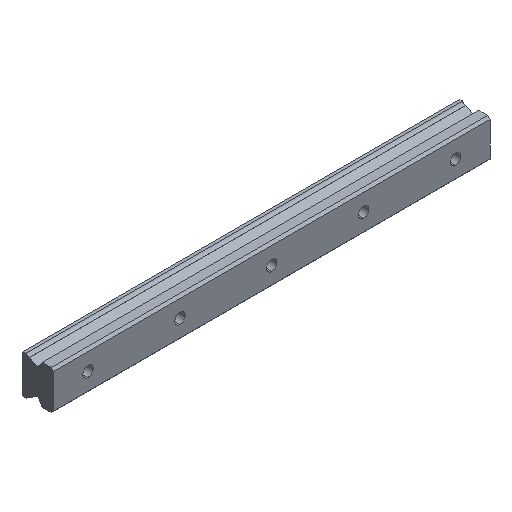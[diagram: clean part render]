
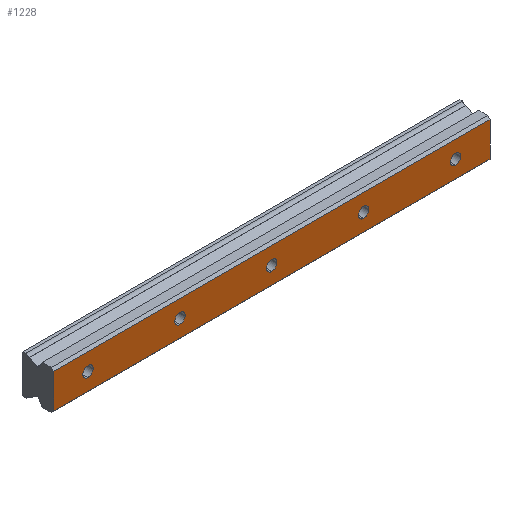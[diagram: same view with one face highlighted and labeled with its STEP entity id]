
A CAD part, isometric view. The second image highlights one B-rep face of the part: STEP entity #1228.
In plain terms, the highlighted planar face has unit normal (0, -1, 0).
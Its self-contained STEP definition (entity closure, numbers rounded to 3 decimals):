
#8 = LINE ( 'NONE', #1566, #988 ) ;
#20 = LINE ( 'NONE', #655, #61 ) ;
#23 = CARTESIAN_POINT ( 'NONE',  ( 80., 0., 0. ) ) ;
#30 = CIRCLE ( 'NONE', #736, 4.5 ) ;
#33 = CIRCLE ( 'NONE', #624, 4.5 ) ;
#40 = ORIENTED_EDGE ( 'NONE', *, *, #1014, .F. ) ;
#42 = DIRECTION ( 'NONE',  ( 0., 0., 1. ) ) ;
#46 = DIRECTION ( 'NONE',  ( 0., -1., 0. ) ) ;
#48 = EDGE_LOOP ( 'NONE', ( #691, #370 ) ) ;
#54 = DIRECTION ( 'NONE',  ( 0., 0., 1. ) ) ;
#61 = VECTOR ( 'NONE', #218, 1000. ) ;
#62 = AXIS2_PLACEMENT_3D ( 'NONE', #334, #72, #54 ) ;
#69 = EDGE_CURVE ( 'NONE', #168, #355, #30, .T. ) ;
#72 = DIRECTION ( 'NONE',  ( 0., -1., 0. ) ) ;
#87 = DIRECTION ( 'NONE',  ( 0., -1., 0. ) ) ;
#93 = AXIS2_PLACEMENT_3D ( 'NONE', #368, #1158, #761 ) ;
#108 = VERTEX_POINT ( 'NONE', #579 ) ;
#135 = ORIENTED_EDGE ( 'NONE', *, *, #548, .F. ) ;
#155 = CARTESIAN_POINT ( 'NONE',  ( 240., 0., 0. ) ) ;
#162 = DIRECTION ( 'NONE',  ( 0., -1., 0. ) ) ;
#168 = VERTEX_POINT ( 'NONE', #1502 ) ;
#218 = DIRECTION ( 'NONE',  ( -1., 0., 0. ) ) ;
#261 = EDGE_CURVE ( 'NONE', #1272, #375, #1047, .T. ) ;
#296 = CARTESIAN_POINT ( 'NONE',  ( 160., 0., 0. ) ) ;
#298 = VERTEX_POINT ( 'NONE', #623 ) ;
#306 = DIRECTION ( 'NONE',  ( 0., -1., 0. ) ) ;
#307 = EDGE_LOOP ( 'NONE', ( #1497, #1321 ) ) ;
#323 = CARTESIAN_POINT ( 'NONE',  ( 350., 0., 14.95 ) ) ;
#334 = CARTESIAN_POINT ( 'NONE',  ( 160., 0., 0. ) ) ;
#348 = DIRECTION ( 'NONE',  ( 0., 0., 1. ) ) ;
#355 = VERTEX_POINT ( 'NONE', #585 ) ;
#357 = EDGE_LOOP ( 'NONE', ( #950, #1002 ) ) ;
#368 = CARTESIAN_POINT ( 'NONE',  ( 320., 0., 0. ) ) ;
#370 = ORIENTED_EDGE ( 'NONE', *, *, #509, .F. ) ;
#375 = VERTEX_POINT ( 'NONE', #323 ) ;
#376 = CIRCLE ( 'NONE', #1609, 4.5 ) ;
#390 = DIRECTION ( 'NONE',  ( 0., 0., 1. ) ) ;
#433 = EDGE_CURVE ( 'NONE', #1010, #1143, #376, .T. ) ;
#438 = AXIS2_PLACEMENT_3D ( 'NONE', #1191, #1445, #685 ) ;
#467 = CIRCLE ( 'NONE', #438, 4.5 ) ;
#509 = EDGE_CURVE ( 'NONE', #355, #168, #33, .T. ) ;
#540 = VERTEX_POINT ( 'NONE', #1186 ) ;
#544 = CIRCLE ( 'NONE', #1581, 4.5 ) ;
#548 = EDGE_CURVE ( 'NONE', #1142, #108, #20, .T. ) ;
#550 = ORIENTED_EDGE ( 'NONE', *, *, #261, .F. ) ;
#564 = DIRECTION ( 'NONE',  ( 0., 0., 1. ) ) ;
#579 = CARTESIAN_POINT ( 'NONE',  ( -30., 0., -14.95 ) ) ;
#585 = CARTESIAN_POINT ( 'NONE',  ( 0., 0., -4.5 ) ) ;
#592 = EDGE_CURVE ( 'NONE', #1023, #540, #867, .T. ) ;
#607 = CARTESIAN_POINT ( 'NONE',  ( 0., 0., 0. ) ) ;
#618 = CIRCLE ( 'NONE', #62, 4.5 ) ;
#623 = CARTESIAN_POINT ( 'NONE',  ( 80., 0., 4.5 ) ) ;
#624 = AXIS2_PLACEMENT_3D ( 'NONE', #607, #1304, #348 ) ;
#640 = CARTESIAN_POINT ( 'NONE',  ( 160., 0., -4.5 ) ) ;
#646 = CARTESIAN_POINT ( 'NONE',  ( 240., 0., 4.5 ) ) ;
#655 = CARTESIAN_POINT ( 'NONE',  ( 350., 0., -14.95 ) ) ;
#675 = DIRECTION ( 'NONE',  ( 0., 0., 1. ) ) ;
#685 = DIRECTION ( 'NONE',  ( 0., 0., 1. ) ) ;
#691 = ORIENTED_EDGE ( 'NONE', *, *, #69, .F. ) ;
#703 = FACE_BOUND ( 'NONE', #1614, .T. ) ;
#709 = VERTEX_POINT ( 'NONE', #1196 ) ;
#736 = AXIS2_PLACEMENT_3D ( 'NONE', #1330, #162, #675 ) ;
#753 = CARTESIAN_POINT ( 'NONE',  ( 320., 0., -4.5 ) ) ;
#756 = AXIS2_PLACEMENT_3D ( 'NONE', #1390, #838, #981 ) ;
#757 = EDGE_CURVE ( 'NONE', #298, #977, #467, .T. ) ;
#761 = DIRECTION ( 'NONE',  ( 0., 0., 1. ) ) ;
#780 = EDGE_CURVE ( 'NONE', #977, #298, #544, .T. ) ;
#815 = AXIS2_PLACEMENT_3D ( 'NONE', #296, #306, #42 ) ;
#830 = EDGE_CURVE ( 'NONE', #108, #1272, #8, .T. ) ;
#838 = DIRECTION ( 'NONE',  ( 0., 1., 0. ) ) ;
#851 = ORIENTED_EDGE ( 'NONE', *, *, #1077, .F. ) ;
#852 = CARTESIAN_POINT ( 'NONE',  ( 240., 0., 0. ) ) ;
#867 = CIRCLE ( 'NONE', #815, 4.5 ) ;
#880 = EDGE_CURVE ( 'NONE', #375, #1142, #1536, .T. ) ;
#912 = CARTESIAN_POINT ( 'NONE',  ( 240., 0., -4.5 ) ) ;
#950 = ORIENTED_EDGE ( 'NONE', *, *, #757, .F. ) ;
#977 = VERTEX_POINT ( 'NONE', #1663 ) ;
#981 = DIRECTION ( 'NONE',  ( 0., 0., 1. ) ) ;
#985 = VECTOR ( 'NONE', #1127, 1000. ) ;
#988 = VECTOR ( 'NONE', #390, 1000. ) ;
#1002 = ORIENTED_EDGE ( 'NONE', *, *, #780, .F. ) ;
#1010 = VERTEX_POINT ( 'NONE', #646 ) ;
#1014 = EDGE_CURVE ( 'NONE', #1358, #709, #1666, .T. ) ;
#1023 = VERTEX_POINT ( 'NONE', #640 ) ;
#1047 = LINE ( 'NONE', #1662, #985 ) ;
#1048 = DIRECTION ( 'NONE',  ( 0., 0., 1. ) ) ;
#1077 = EDGE_CURVE ( 'NONE', #709, #1358, #1611, .T. ) ;
#1084 = DIRECTION ( 'NONE',  ( 0., -1., 0. ) ) ;
#1098 = AXIS2_PLACEMENT_3D ( 'NONE', #1209, #46, #1310 ) ;
#1102 = ORIENTED_EDGE ( 'NONE', *, *, #880, .F. ) ;
#1127 = DIRECTION ( 'NONE',  ( 1., 0., 0. ) ) ;
#1142 = VERTEX_POINT ( 'NONE', #1192 ) ;
#1143 = VERTEX_POINT ( 'NONE', #912 ) ;
#1158 = DIRECTION ( 'NONE',  ( 0., -1., 0. ) ) ;
#1186 = CARTESIAN_POINT ( 'NONE',  ( 160., 0., 4.5 ) ) ;
#1191 = CARTESIAN_POINT ( 'NONE',  ( 80., 0., 0. ) ) ;
#1192 = CARTESIAN_POINT ( 'NONE',  ( 350., 0., -14.95 ) ) ;
#1195 = DIRECTION ( 'NONE',  ( 0., -1., 0. ) ) ;
#1196 = CARTESIAN_POINT ( 'NONE',  ( 320., 0., 4.5 ) ) ;
#1209 = CARTESIAN_POINT ( 'NONE',  ( 320., 0., 0. ) ) ;
#1225 = FACE_BOUND ( 'NONE', #307, .T. ) ;
#1228 = ADVANCED_FACE ( 'NONE', ( #1514, #1355, #703, #1225, #1237, #1363 ), #1608, .F. ) ;
#1237 = FACE_BOUND ( 'NONE', #1265, .T. ) ;
#1264 = EDGE_CURVE ( 'NONE', #540, #1023, #618, .T. ) ;
#1265 = EDGE_LOOP ( 'NONE', ( #1677, #1525 ) ) ;
#1270 = CARTESIAN_POINT ( 'NONE',  ( 350., 0., 14.95 ) ) ;
#1272 = VERTEX_POINT ( 'NONE', #1375 ) ;
#1294 = EDGE_LOOP ( 'NONE', ( #135, #1102, #550, #1516 ) ) ;
#1304 = DIRECTION ( 'NONE',  ( 0., -1., 0. ) ) ;
#1310 = DIRECTION ( 'NONE',  ( 0., 0., 1. ) ) ;
#1321 = ORIENTED_EDGE ( 'NONE', *, *, #1626, .F. ) ;
#1330 = CARTESIAN_POINT ( 'NONE',  ( 0., 0., 0. ) ) ;
#1355 = FACE_BOUND ( 'NONE', #48, .T. ) ;
#1358 = VERTEX_POINT ( 'NONE', #753 ) ;
#1363 = FACE_BOUND ( 'NONE', #357, .T. ) ;
#1375 = CARTESIAN_POINT ( 'NONE',  ( -30., 0., 14.95 ) ) ;
#1390 = CARTESIAN_POINT ( 'NONE',  ( 350., 0., 14.95 ) ) ;
#1395 = VECTOR ( 'NONE', #1560, 1000. ) ;
#1412 = CIRCLE ( 'NONE', #1515, 4.5 ) ;
#1445 = DIRECTION ( 'NONE',  ( 0., -1., 0. ) ) ;
#1497 = ORIENTED_EDGE ( 'NONE', *, *, #433, .F. ) ;
#1502 = CARTESIAN_POINT ( 'NONE',  ( 0., 0., 4.5 ) ) ;
#1514 = FACE_OUTER_BOUND ( 'NONE', #1294, .T. ) ;
#1515 = AXIS2_PLACEMENT_3D ( 'NONE', #155, #1195, #1587 ) ;
#1516 = ORIENTED_EDGE ( 'NONE', *, *, #830, .F. ) ;
#1525 = ORIENTED_EDGE ( 'NONE', *, *, #592, .F. ) ;
#1536 = LINE ( 'NONE', #1270, #1395 ) ;
#1560 = DIRECTION ( 'NONE',  ( 0., 0., -1. ) ) ;
#1566 = CARTESIAN_POINT ( 'NONE',  ( -30., 0., 14.95 ) ) ;
#1581 = AXIS2_PLACEMENT_3D ( 'NONE', #23, #1084, #1048 ) ;
#1587 = DIRECTION ( 'NONE',  ( 0., 0., 1. ) ) ;
#1608 = PLANE ( 'NONE',  #756 ) ;
#1609 = AXIS2_PLACEMENT_3D ( 'NONE', #852, #87, #564 ) ;
#1611 = CIRCLE ( 'NONE', #1098, 4.5 ) ;
#1614 = EDGE_LOOP ( 'NONE', ( #851, #40 ) ) ;
#1626 = EDGE_CURVE ( 'NONE', #1143, #1010, #1412, .T. ) ;
#1662 = CARTESIAN_POINT ( 'NONE',  ( 350., 0., 14.95 ) ) ;
#1663 = CARTESIAN_POINT ( 'NONE',  ( 80., 0., -4.5 ) ) ;
#1666 = CIRCLE ( 'NONE', #93, 4.5 ) ;
#1677 = ORIENTED_EDGE ( 'NONE', *, *, #1264, .F. ) ;
